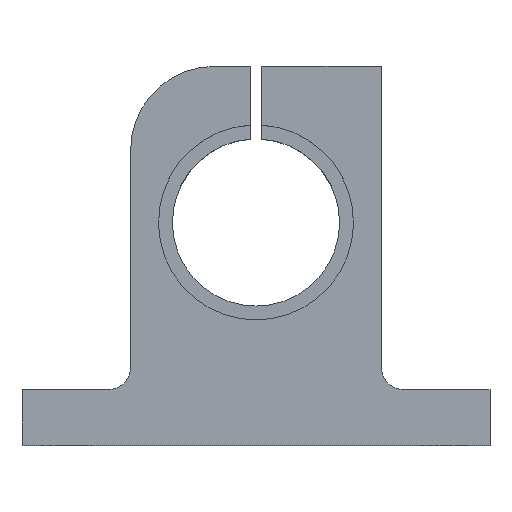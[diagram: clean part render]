
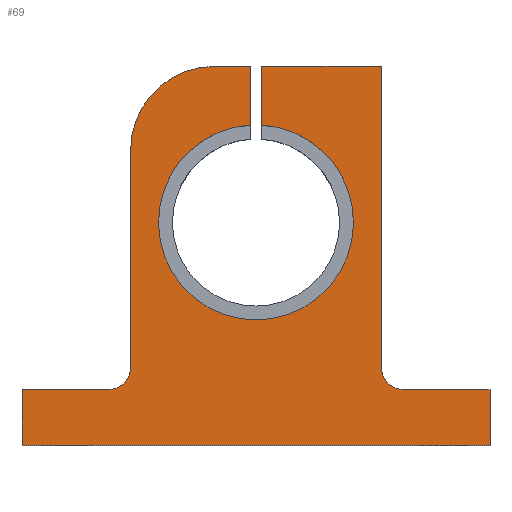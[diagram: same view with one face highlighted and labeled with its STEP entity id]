
A CAD part, top view. The second image highlights one B-rep face of the part: STEP entity #69.
In plain terms, the highlighted planar face has unit normal (0, 0, 1).
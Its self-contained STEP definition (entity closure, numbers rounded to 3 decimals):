
#69 = ADVANCED_FACE( '', ( #145 ), #146, .T. );
#145 = FACE_OUTER_BOUND( '', #227, .T. );
#146 = PLANE( '', #228 );
#227 = EDGE_LOOP( '', ( #359, #360, #361, #362, #363, #364, #365, #366, #367, #368, #369, #370, #371, #372, #373 ) );
#228 = AXIS2_PLACEMENT_3D( '', #374, #375, #376 );
#359 = ORIENTED_EDGE( '', *, *, #528, .T. );
#360 = ORIENTED_EDGE( '', *, *, #526, .T. );
#361 = ORIENTED_EDGE( '', *, *, #533, .T. );
#362 = ORIENTED_EDGE( '', *, *, #534, .T. );
#363 = ORIENTED_EDGE( '', *, *, #506, .T. );
#364 = ORIENTED_EDGE( '', *, *, #535, .T. );
#365 = ORIENTED_EDGE( '', *, *, #536, .F. );
#366 = ORIENTED_EDGE( '', *, *, #516, .T. );
#367 = ORIENTED_EDGE( '', *, *, #537, .T. );
#368 = ORIENTED_EDGE( '', *, *, #538, .T. );
#369 = ORIENTED_EDGE( '', *, *, #498, .T. );
#370 = ORIENTED_EDGE( '', *, *, #539, .T. );
#371 = ORIENTED_EDGE( '', *, *, #488, .F. );
#372 = ORIENTED_EDGE( '', *, *, #484, .T. );
#373 = ORIENTED_EDGE( '', *, *, #540, .T. );
#374 = CARTESIAN_POINT( '', ( 26.5, 14., 28. ) );
#375 = DIRECTION( '', ( 0., 0., 1. ) );
#376 = DIRECTION( '', ( 1., 0., 0. ) );
#484 = EDGE_CURVE( '', #571, #569, #572, .T. );
#488 = EDGE_CURVE( '', #571, #577, #578, .T. );
#498 = EDGE_CURVE( '', #595, #593, #596, .T. );
#506 = EDGE_CURVE( '', #609, #607, #610, .T. );
#516 = EDGE_CURVE( '', #627, #625, #628, .T. );
#526 = EDGE_CURVE( '', #639, #641, #643, .F. );
#528 = EDGE_CURVE( '', #645, #639, #646, .T. );
#533 = EDGE_CURVE( '', #641, #652, #653, .T. );
#534 = EDGE_CURVE( '', #652, #609, #654, .T. );
#535 = EDGE_CURVE( '', #607, #655, #656, .T. );
#536 = EDGE_CURVE( '', #627, #655, #657, .T. );
#537 = EDGE_CURVE( '', #625, #658, #659, .T. );
#538 = EDGE_CURVE( '', #658, #595, #660, .T. );
#539 = EDGE_CURVE( '', #593, #577, #661, .T. );
#540 = EDGE_CURVE( '', #569, #645, #662, .T. );
#569 = VERTEX_POINT( '', #696 );
#571 = VERTEX_POINT( '', #699 );
#572 = LINE( '', #700, #701 );
#577 = VERTEX_POINT( '', #707 );
#578 = CIRCLE( '', #708, 4. );
#593 = VERTEX_POINT( '', #727 );
#595 = VERTEX_POINT( '', #730 );
#596 = LINE( '', #731, #732 );
#607 = VERTEX_POINT( '', #744 );
#609 = VERTEX_POINT( '', #747 );
#610 = CIRCLE( '', #748, 15. );
#625 = VERTEX_POINT( '', #767 );
#627 = VERTEX_POINT( '', #770 );
#628 = LINE( '', #771, #772 );
#639 = VERTEX_POINT( '', #786 );
#641 = VERTEX_POINT( '', #789 );
#643 = CIRCLE( '', #792, 17.5 );
#645 = VERTEX_POINT( '', #794 );
#646 = LINE( '', #795, #796 );
#652 = VERTEX_POINT( '', #805 );
#653 = LINE( '', #806, #807 );
#654 = LINE( '', #808, #809 );
#655 = VERTEX_POINT( '', #810 );
#656 = LINE( '', #811, #812 );
#657 = CIRCLE( '', #813, 4. );
#658 = VERTEX_POINT( '', #814 );
#659 = LINE( '', #815, #816 );
#660 = LINE( '', #817, #818 );
#661 = LINE( '', #819, #820 );
#662 = LINE( '', #821, #822 );
#696 = CARTESIAN_POINT( '', ( 22.5, 68., 28. ) );
#699 = CARTESIAN_POINT( '', ( 22.5, 14., 28. ) );
#700 = CARTESIAN_POINT( '', ( 22.5, 14., 28. ) );
#701 = VECTOR( '', #864, 1000. );
#707 = CARTESIAN_POINT( '', ( 26.5, 10., 28. ) );
#708 = AXIS2_PLACEMENT_3D( '', #869, #870, #871 );
#727 = CARTESIAN_POINT( '', ( 42., 10., 28. ) );
#730 = CARTESIAN_POINT( '', ( 42., 0., 28. ) );
#731 = CARTESIAN_POINT( '', ( 42., 0., 28. ) );
#732 = VECTOR( '', #883, 1000. );
#744 = CARTESIAN_POINT( '', ( -22.5, 53., 28. ) );
#747 = CARTESIAN_POINT( '', ( -7.5, 68., 28. ) );
#748 = AXIS2_PLACEMENT_3D( '', #895, #896, #897 );
#767 = CARTESIAN_POINT( '', ( -42., 10., 28. ) );
#770 = CARTESIAN_POINT( '', ( -26.5, 10., 28. ) );
#771 = CARTESIAN_POINT( '', ( -26.5, 10., 28. ) );
#772 = VECTOR( '', #909, 1000. );
#786 = CARTESIAN_POINT( '', ( 1., 57.471, 28. ) );
#789 = CARTESIAN_POINT( '', ( -1., 57.471, 28. ) );
#792 = AXIS2_PLACEMENT_3D( '', #921, #922, #923 );
#794 = CARTESIAN_POINT( '', ( 1., 68., 28. ) );
#795 = CARTESIAN_POINT( '', ( 1., 68., 28. ) );
#796 = VECTOR( '', #924, 1000. );
#805 = CARTESIAN_POINT( '', ( -1., 68., 28. ) );
#806 = CARTESIAN_POINT( '', ( -1., 40., 28. ) );
#807 = VECTOR( '', #928, 1000. );
#808 = CARTESIAN_POINT( '', ( -1., 68., 28. ) );
#809 = VECTOR( '', #929, 1000. );
#810 = CARTESIAN_POINT( '', ( -22.5, 14., 28. ) );
#811 = CARTESIAN_POINT( '', ( -22.5, 53., 28. ) );
#812 = VECTOR( '', #930, 1000. );
#813 = AXIS2_PLACEMENT_3D( '', #931, #932, #933 );
#814 = CARTESIAN_POINT( '', ( -42., 0., 28. ) );
#815 = CARTESIAN_POINT( '', ( -42., 10., 28. ) );
#816 = VECTOR( '', #934, 1000. );
#817 = CARTESIAN_POINT( '', ( -42., 0., 28. ) );
#818 = VECTOR( '', #935, 1000. );
#819 = CARTESIAN_POINT( '', ( 42., 10., 28. ) );
#820 = VECTOR( '', #936, 1000. );
#821 = CARTESIAN_POINT( '', ( 22.5, 68., 28. ) );
#822 = VECTOR( '', #937, 1000. );
#864 = DIRECTION( '', ( 0., 1., 0. ) );
#869 = CARTESIAN_POINT( '', ( 26.5, 14., 28. ) );
#870 = DIRECTION( '', ( 0., 0., 1. ) );
#871 = DIRECTION( '', ( 1., 0., 0. ) );
#883 = DIRECTION( '', ( 0., 1., 0. ) );
#895 = CARTESIAN_POINT( '', ( -7.5, 53., 28. ) );
#896 = DIRECTION( '', ( 0., 0., 1. ) );
#897 = DIRECTION( '', ( 1., 0., 0. ) );
#909 = DIRECTION( '', ( -1., 0., 0. ) );
#921 = CARTESIAN_POINT( '', ( 0., 40., 28. ) );
#922 = DIRECTION( '', ( 0., 0., 1. ) );
#923 = DIRECTION( '', ( 1., 0., 0. ) );
#924 = DIRECTION( '', ( 0., -1., 0. ) );
#928 = DIRECTION( '', ( 0., 1., 0. ) );
#929 = DIRECTION( '', ( -1., 0., 0. ) );
#930 = DIRECTION( '', ( 0., -1., 0. ) );
#931 = CARTESIAN_POINT( '', ( -26.5, 14., 28. ) );
#932 = DIRECTION( '', ( 0., 0., 1. ) );
#933 = DIRECTION( '', ( 1., 0., 0. ) );
#934 = DIRECTION( '', ( 0., -1., 0. ) );
#935 = DIRECTION( '', ( 1., 0., 0. ) );
#936 = DIRECTION( '', ( -1., 0., 0. ) );
#937 = DIRECTION( '', ( -1., 0., 0. ) );
